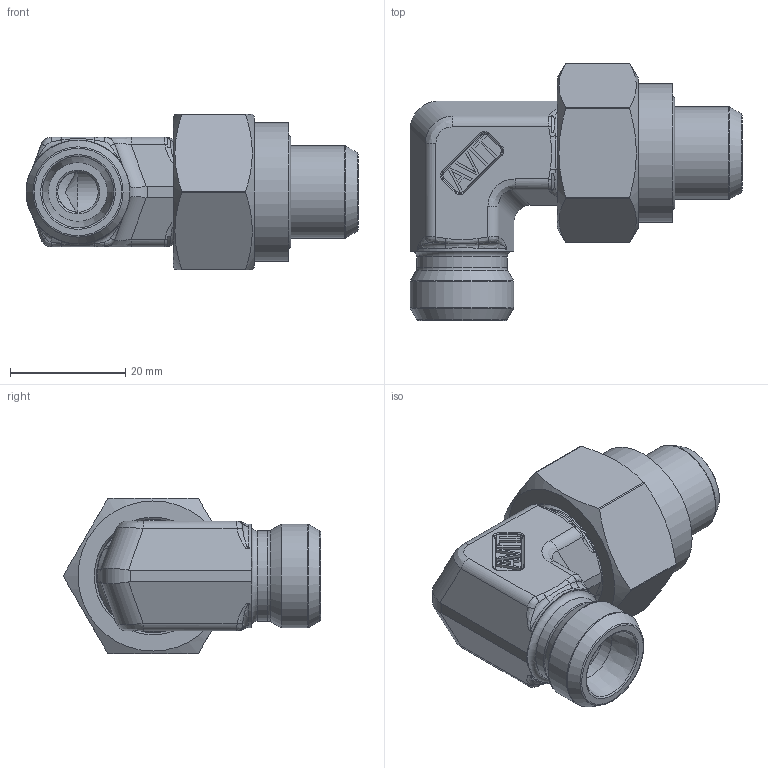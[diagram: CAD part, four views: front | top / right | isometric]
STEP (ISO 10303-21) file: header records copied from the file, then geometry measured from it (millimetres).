
FILE_DESCRIPTION(/* description */ (''),/* implementation_level */ '2;1');
FILE_NAME(/* name */ 'SVM102.stp',/* time_stamp */ '2025-01-10T09:09:23+01:00',/* author */ (''),/* organization */ (''),/* preprocessor_version */ 'ST-DEVELOPER v16',/* originating_system */ 'SIEMENS PLM Software NX 10.0',/* authorisation */ '');
FILE_SCHEMA (('AP203_CONFIGURATION_CONTROLLED_3D_DESIGN_OF_MECHANICAL_PARTS_AND_ASSEMBLIES_MIM_LF { 1 0 10303 403 2 1 2}'));
Length unit declared in the file: millimetre
Products named in the file (1): lwes24B827ADuved
Bounding box: 57.5 x 44.52 x 27 mm (x, y, z)
Volume: 21723.7 mm3; surface area: 11063.4 mm2
Topology: 4 solids, 4 shells, 329 faces, 800 edges, 496 vertices
Faces by surface type: plane 114, bspline 80, cylinder 70, torus 27, cone 19, extrusion 17, revolution 2
Full cylindrical faces by diameter (mm): 7 x1, 8 x1, 10.195 x1, 13.6 x1, 14.5 x1, 15.6 x1, 16 x1, 17.145 x1, 18 x1, 19.55 x2, 19.64 x1, 20.25 x1, 24 x1
Entity records: 11471 total; most frequent: CARTESIAN_POINT 4663, ORIENTED_EDGE 1484, DIRECTION 1173, EDGE_CURVE 742, VERTEX_POINT 484, AXIS2_PLACEMENT_3D 481, EDGE_LOOP 394, ADVANCED_FACE 329
